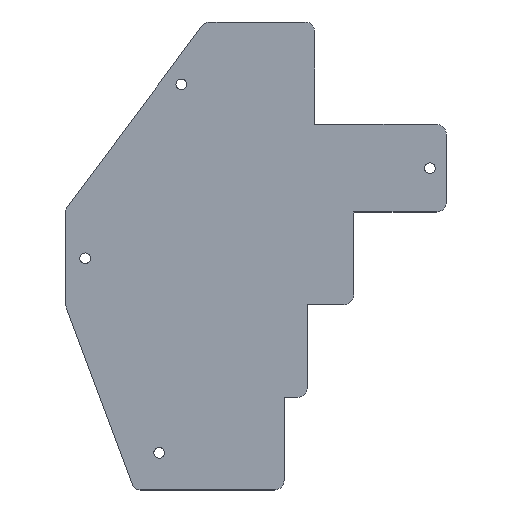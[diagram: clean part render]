
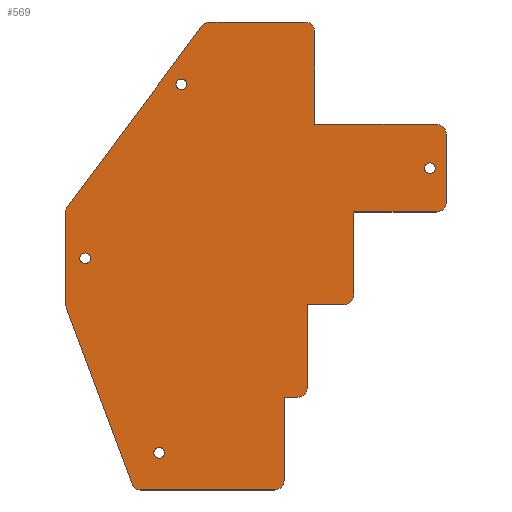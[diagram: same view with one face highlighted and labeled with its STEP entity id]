
A CAD part, top view. The second image highlights one B-rep face of the part: STEP entity #569.
In plain terms, the highlighted planar face has unit normal (0, 0, 1).
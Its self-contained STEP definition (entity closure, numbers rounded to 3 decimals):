
#29=FACE_BOUND('',#68,.T.);
#30=FACE_BOUND('',#69,.T.);
#31=FACE_BOUND('',#70,.T.);
#32=FACE_BOUND('',#71,.T.);
#37=FACE_OUTER_BOUND('',#67,.T.);
#67=EDGE_LOOP('',(#385,#386,#387,#388,#389,#390,#391,#392,#393,#394,#395,
#396,#397,#398,#399,#400,#401,#402,#403,#404,#405,#406,#407,#408));
#68=EDGE_LOOP('',(#409));
#69=EDGE_LOOP('',(#410));
#70=EDGE_LOOP('',(#411));
#71=EDGE_LOOP('',(#412));
#105=CIRCLE('',#614,1.646);
#106=CIRCLE('',#615,2.);
#107=CIRCLE('',#616,2.);
#108=CIRCLE('',#617,2.);
#109=CIRCLE('',#618,2.);
#110=CIRCLE('',#619,2.);
#111=CIRCLE('',#620,2.);
#112=CIRCLE('',#621,2.);
#113=CIRCLE('',#622,2.004);
#114=CIRCLE('',#623,2.);
#115=CIRCLE('',#624,1.1);
#116=CIRCLE('',#625,1.1);
#117=CIRCLE('',#626,1.1);
#118=CIRCLE('',#627,1.1);
#133=LINE('',#849,#189);
#134=LINE('',#853,#190);
#135=LINE('',#857,#191);
#136=LINE('',#859,#192);
#137=LINE('',#863,#193);
#138=LINE('',#865,#194);
#139=LINE('',#869,#195);
#140=LINE('',#871,#196);
#141=LINE('',#875,#197);
#142=LINE('',#879,#198);
#143=LINE('',#881,#199);
#144=LINE('',#885,#200);
#145=LINE('',#889,#201);
#146=LINE('',#893,#202);
#189=VECTOR('',#675,10.);
#190=VECTOR('',#678,10.);
#191=VECTOR('',#681,10.);
#192=VECTOR('',#682,10.);
#193=VECTOR('',#685,10.);
#194=VECTOR('',#686,10.);
#195=VECTOR('',#689,10.);
#196=VECTOR('',#690,10.);
#197=VECTOR('',#693,10.);
#198=VECTOR('',#696,10.);
#199=VECTOR('',#697,10.);
#200=VECTOR('',#700,10.);
#201=VECTOR('',#703,10.);
#202=VECTOR('',#706,10.);
#245=VERTEX_POINT('',#847);
#246=VERTEX_POINT('',#848);
#247=VERTEX_POINT('',#850);
#248=VERTEX_POINT('',#852);
#249=VERTEX_POINT('',#854);
#250=VERTEX_POINT('',#856);
#251=VERTEX_POINT('',#858);
#252=VERTEX_POINT('',#860);
#253=VERTEX_POINT('',#862);
#254=VERTEX_POINT('',#864);
#255=VERTEX_POINT('',#866);
#256=VERTEX_POINT('',#868);
#257=VERTEX_POINT('',#870);
#258=VERTEX_POINT('',#872);
#259=VERTEX_POINT('',#874);
#260=VERTEX_POINT('',#876);
#261=VERTEX_POINT('',#878);
#262=VERTEX_POINT('',#880);
#263=VERTEX_POINT('',#882);
#264=VERTEX_POINT('',#884);
#265=VERTEX_POINT('',#886);
#266=VERTEX_POINT('',#888);
#267=VERTEX_POINT('',#890);
#268=VERTEX_POINT('',#892);
#269=VERTEX_POINT('',#895);
#270=VERTEX_POINT('',#897);
#271=VERTEX_POINT('',#899);
#272=VERTEX_POINT('',#901);
#301=EDGE_CURVE('',#245,#246,#133,.T.);
#302=EDGE_CURVE('',#246,#247,#105,.T.);
#303=EDGE_CURVE('',#247,#248,#134,.T.);
#304=EDGE_CURVE('',#248,#249,#106,.T.);
#305=EDGE_CURVE('',#249,#250,#135,.T.);
#306=EDGE_CURVE('',#250,#251,#136,.T.);
#307=EDGE_CURVE('',#251,#252,#107,.T.);
#308=EDGE_CURVE('',#252,#253,#137,.T.);
#309=EDGE_CURVE('',#253,#254,#138,.T.);
#310=EDGE_CURVE('',#254,#255,#108,.T.);
#311=EDGE_CURVE('',#255,#256,#139,.T.);
#312=EDGE_CURVE('',#256,#257,#140,.T.);
#313=EDGE_CURVE('',#257,#258,#109,.T.);
#314=EDGE_CURVE('',#258,#259,#141,.T.);
#315=EDGE_CURVE('',#259,#260,#110,.T.);
#316=EDGE_CURVE('',#260,#261,#142,.T.);
#317=EDGE_CURVE('',#261,#262,#143,.T.);
#318=EDGE_CURVE('',#262,#263,#111,.T.);
#319=EDGE_CURVE('',#263,#264,#144,.T.);
#320=EDGE_CURVE('',#264,#265,#112,.T.);
#321=EDGE_CURVE('',#265,#266,#145,.T.);
#322=EDGE_CURVE('',#266,#267,#113,.T.);
#323=EDGE_CURVE('',#267,#268,#146,.T.);
#324=EDGE_CURVE('',#268,#245,#114,.T.);
#325=EDGE_CURVE('',#269,#269,#115,.T.);
#326=EDGE_CURVE('',#270,#270,#116,.T.);
#327=EDGE_CURVE('',#271,#271,#117,.T.);
#328=EDGE_CURVE('',#272,#272,#118,.T.);
#385=ORIENTED_EDGE('',*,*,#301,.T.);
#386=ORIENTED_EDGE('',*,*,#302,.T.);
#387=ORIENTED_EDGE('',*,*,#303,.T.);
#388=ORIENTED_EDGE('',*,*,#304,.T.);
#389=ORIENTED_EDGE('',*,*,#305,.T.);
#390=ORIENTED_EDGE('',*,*,#306,.T.);
#391=ORIENTED_EDGE('',*,*,#307,.T.);
#392=ORIENTED_EDGE('',*,*,#308,.T.);
#393=ORIENTED_EDGE('',*,*,#309,.T.);
#394=ORIENTED_EDGE('',*,*,#310,.T.);
#395=ORIENTED_EDGE('',*,*,#311,.T.);
#396=ORIENTED_EDGE('',*,*,#312,.T.);
#397=ORIENTED_EDGE('',*,*,#313,.T.);
#398=ORIENTED_EDGE('',*,*,#314,.T.);
#399=ORIENTED_EDGE('',*,*,#315,.T.);
#400=ORIENTED_EDGE('',*,*,#316,.T.);
#401=ORIENTED_EDGE('',*,*,#317,.T.);
#402=ORIENTED_EDGE('',*,*,#318,.T.);
#403=ORIENTED_EDGE('',*,*,#319,.T.);
#404=ORIENTED_EDGE('',*,*,#320,.T.);
#405=ORIENTED_EDGE('',*,*,#321,.T.);
#406=ORIENTED_EDGE('',*,*,#322,.T.);
#407=ORIENTED_EDGE('',*,*,#323,.T.);
#408=ORIENTED_EDGE('',*,*,#324,.T.);
#409=ORIENTED_EDGE('',*,*,#325,.T.);
#410=ORIENTED_EDGE('',*,*,#326,.T.);
#411=ORIENTED_EDGE('',*,*,#327,.T.);
#412=ORIENTED_EDGE('',*,*,#328,.T.);
#553=PLANE('',#613);
#569=ADVANCED_FACE('',(#37,#29,#30,#31,#32),#553,.T.);
#613=AXIS2_PLACEMENT_3D('',#846,#673,#674);
#614=AXIS2_PLACEMENT_3D('',#851,#676,#677);
#615=AXIS2_PLACEMENT_3D('',#855,#679,#680);
#616=AXIS2_PLACEMENT_3D('',#861,#683,#684);
#617=AXIS2_PLACEMENT_3D('',#867,#687,#688);
#618=AXIS2_PLACEMENT_3D('',#873,#691,#692);
#619=AXIS2_PLACEMENT_3D('',#877,#694,#695);
#620=AXIS2_PLACEMENT_3D('',#883,#698,#699);
#621=AXIS2_PLACEMENT_3D('',#887,#701,#702);
#622=AXIS2_PLACEMENT_3D('',#891,#704,#705);
#623=AXIS2_PLACEMENT_3D('',#894,#707,#708);
#624=AXIS2_PLACEMENT_3D('',#896,#709,#710);
#625=AXIS2_PLACEMENT_3D('',#898,#711,#712);
#626=AXIS2_PLACEMENT_3D('',#900,#713,#714);
#627=AXIS2_PLACEMENT_3D('',#902,#715,#716);
#673=DIRECTION('center_axis',(0.,0.,1.));
#674=DIRECTION('ref_axis',(1.,0.,0.));
#675=DIRECTION('',(0.351,-0.936,0.));
#676=DIRECTION('center_axis',(0.,0.,1.));
#677=DIRECTION('ref_axis',(0.,-1.,0.));
#678=DIRECTION('',(1.,0.,0.));
#679=DIRECTION('center_axis',(0.,0.,1.));
#680=DIRECTION('ref_axis',(1.,0.022,0.));
#681=DIRECTION('',(0.,1.,0.));
#682=DIRECTION('',(1.,0.,0.));
#683=DIRECTION('center_axis',(0.,0.,1.));
#684=DIRECTION('ref_axis',(1.,0.022,0.));
#685=DIRECTION('',(0.,1.,0.));
#686=DIRECTION('',(1.,0.,0.));
#687=DIRECTION('center_axis',(0.,0.,1.));
#688=DIRECTION('ref_axis',(1.,0.022,0.));
#689=DIRECTION('',(0.,1.,0.));
#690=DIRECTION('',(1.,0.,0.));
#691=DIRECTION('center_axis',(0.,0.,1.));
#692=DIRECTION('ref_axis',(1.,0.022,0.));
#693=DIRECTION('',(0.,1.,0.));
#694=DIRECTION('center_axis',(0.,0.,1.));
#695=DIRECTION('ref_axis',(-0.022,1.,0.));
#696=DIRECTION('',(-1.,0.,0.));
#697=DIRECTION('',(0.,1.,0.));
#698=DIRECTION('center_axis',(0.,0.,1.));
#699=DIRECTION('ref_axis',(-0.022,1.,0.));
#700=DIRECTION('',(-1.,0.,0.));
#701=DIRECTION('center_axis',(0.,0.,1.));
#702=DIRECTION('ref_axis',(-0.802,0.598,0.));
#703=DIRECTION('',(-0.598,-0.802,0.));
#704=DIRECTION('center_axis',(0.,0.,1.));
#705=DIRECTION('ref_axis',(-1.,0.,0.));
#706=DIRECTION('',(0.,-1.,0.));
#707=DIRECTION('center_axis',(0.,0.,1.));
#708=DIRECTION('ref_axis',(1.,0.,0.));
#709=DIRECTION('center_axis',(0.,0.,-1.));
#710=DIRECTION('ref_axis',(-1.,0.,0.));
#711=DIRECTION('center_axis',(0.,0.,-1.));
#712=DIRECTION('ref_axis',(-1.,0.,0.));
#713=DIRECTION('center_axis',(0.,0.,-1.));
#714=DIRECTION('ref_axis',(-1.,0.,0.));
#715=DIRECTION('center_axis',(0.,0.,-1.));
#716=DIRECTION('ref_axis',(-1.,0.,0.));
#846=CARTESIAN_POINT('Origin',(35.099,0.481,9.));
#847=CARTESIAN_POINT('',(-3.873,-10.229,9.));
#848=CARTESIAN_POINT('',(9.773,-46.62,9.));
#849=CARTESIAN_POINT('',(-3.873,-10.229,9.));
#850=CARTESIAN_POINT('',(11.284,-47.612,9.));
#851=CARTESIAN_POINT('Origin',(11.284,-45.965,9.));
#852=CARTESIAN_POINT('',(38.861,-47.612,9.));
#853=CARTESIAN_POINT('',(38.861,-47.612,9.));
#854=CARTESIAN_POINT('',(40.861,-45.566,9.));
#855=CARTESIAN_POINT('Origin',(38.861,-45.611,9.));
#856=CARTESIAN_POINT('',(40.861,-28.577,9.));
#857=CARTESIAN_POINT('',(40.861,-28.577,9.));
#858=CARTESIAN_POINT('',(43.623,-28.577,9.));
#859=CARTESIAN_POINT('',(43.623,-28.577,9.));
#860=CARTESIAN_POINT('',(45.623,-26.531,9.));
#861=CARTESIAN_POINT('Origin',(43.623,-26.576,9.));
#862=CARTESIAN_POINT('',(45.624,-9.527,9.));
#863=CARTESIAN_POINT('',(45.623,-26.531,9.));
#864=CARTESIAN_POINT('',(53.148,-9.527,9.));
#865=CARTESIAN_POINT('',(45.624,-9.527,9.));
#866=CARTESIAN_POINT('',(55.148,-7.481,9.));
#867=CARTESIAN_POINT('Origin',(53.148,-7.526,9.));
#868=CARTESIAN_POINT('',(55.149,9.523,9.));
#869=CARTESIAN_POINT('',(55.148,-7.481,9.));
#870=CARTESIAN_POINT('',(72.198,9.523,9.));
#871=CARTESIAN_POINT('',(55.149,9.523,9.));
#872=CARTESIAN_POINT('',(74.198,11.568,9.));
#873=CARTESIAN_POINT('Origin',(72.198,11.523,9.));
#874=CARTESIAN_POINT('',(74.198,25.522,9.));
#875=CARTESIAN_POINT('',(74.198,11.568,9.));
#876=CARTESIAN_POINT('',(72.153,27.522,9.));
#877=CARTESIAN_POINT('Origin',(72.198,25.522,9.));
#878=CARTESIAN_POINT('',(47.149,27.523,9.));
#879=CARTESIAN_POINT('',(72.153,27.522,9.));
#880=CARTESIAN_POINT('',(47.149,46.573,9.));
#881=CARTESIAN_POINT('',(47.149,46.573,9.));
#882=CARTESIAN_POINT('',(45.104,48.573,9.));
#883=CARTESIAN_POINT('Origin',(45.149,46.573,9.));
#884=CARTESIAN_POINT('',(25.634,48.573,9.));
#885=CARTESIAN_POINT('',(25.634,48.573,9.));
#886=CARTESIAN_POINT('',(24.03,47.768,9.));
#887=CARTESIAN_POINT('Origin',(25.634,46.573,9.));
#888=CARTESIAN_POINT('',(-3.605,10.72,9.));
#889=CARTESIAN_POINT('',(-3.605,10.72,9.));
#890=CARTESIAN_POINT('',(-4.,9.525,9.));
#891=CARTESIAN_POINT('Origin',(-1.996,9.525,9.));
#892=CARTESIAN_POINT('',(-4.001,-9.525,9.));
#893=CARTESIAN_POINT('',(-4.001,-9.525,9.));
#894=CARTESIAN_POINT('Origin',(-2.001,-9.525,9.));
#895=CARTESIAN_POINT('',(16.314,-39.984,9.));
#896=CARTESIAN_POINT('Origin',(15.214,-39.984,9.));
#897=CARTESIAN_POINT('',(1.1,0.,9.));
#898=CARTESIAN_POINT('Origin',(0.,0.,9.));
#899=CARTESIAN_POINT('',(20.854,35.756,9.));
#900=CARTESIAN_POINT('Origin',(19.754,35.756,9.));
#901=CARTESIAN_POINT('',(71.953,18.523,9.));
#902=CARTESIAN_POINT('Origin',(70.853,18.523,9.));
